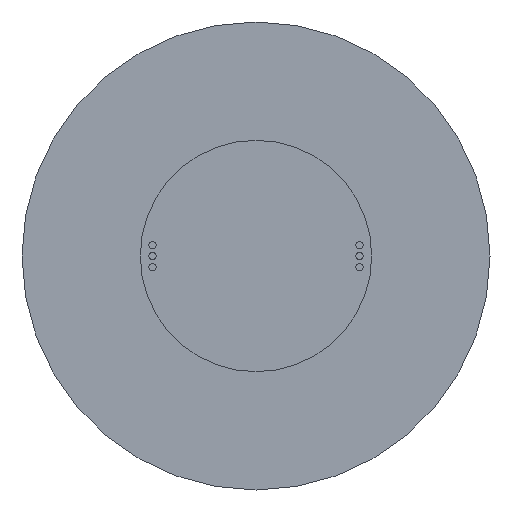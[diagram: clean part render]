
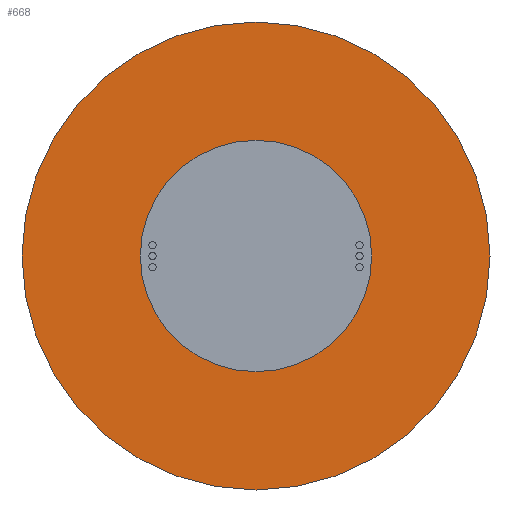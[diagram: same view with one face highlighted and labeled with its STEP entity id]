
A CAD part, front view. The second image highlights one B-rep face of the part: STEP entity #668.
In plain terms, the highlighted planar face has unit normal (0, -1, 0).
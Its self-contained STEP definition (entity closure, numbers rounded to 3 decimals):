
#79=CARTESIAN_POINT('',(0.,-16.43,0.));
#80=DIRECTION('',(0.,-1.,0.));
#81=DIRECTION('',(1.,0.,0.));
#82=AXIS2_PLACEMENT_3D('',#79,#80,#81);
#84=CARTESIAN_POINT('',(0.,-16.43,0.));
#85=DIRECTION('',(0.,1.,0.));
#86=DIRECTION('',(1.,0.,0.));
#87=AXIS2_PLACEMENT_3D('',#84,#85,#86);
#89=CARTESIAN_POINT('',(0.,-16.43,0.));
#90=DIRECTION('',(0.,1.,0.));
#91=DIRECTION('',(1.,0.,0.));
#92=AXIS2_PLACEMENT_3D('',#89,#90,#91);
#98=CARTESIAN_POINT('',(0.,-16.43,0.));
#99=DIRECTION('',(0.,-1.,0.));
#100=DIRECTION('',(1.,0.,0.));
#101=AXIS2_PLACEMENT_3D('',#98,#99,#100);
#450=CARTESIAN_POINT('',(11.,-16.43,0.));
#452=VERTEX_POINT('',#450);
#453=CARTESIAN_POINT('',(22.25,-16.43,0.));
#455=VERTEX_POINT('',#453);
#466=CARTESIAN_POINT('',(-11.,-16.43,0.));
#468=VERTEX_POINT('',#466);
#469=CARTESIAN_POINT('',(-22.25,-16.43,0.));
#471=VERTEX_POINT('',#469);
#653=CARTESIAN_POINT('',(0.,-16.43,0.));
#654=DIRECTION('',(0.,1.,0.));
#655=DIRECTION('',(1.,0.,0.));
#656=AXIS2_PLACEMENT_3D('',#653,#654,#655);
#657=PLANE('',#656);
#659=ORIENTED_EDGE('',*,*,#658,.T.);
#661=ORIENTED_EDGE('',*,*,#660,.F.);
#662=EDGE_LOOP('',(#659,#661));
#663=FACE_OUTER_BOUND('',#662,.F.);
#664=ORIENTED_EDGE('',*,*,#635,.T.);
#665=ORIENTED_EDGE('',*,*,#646,.F.);
#666=EDGE_LOOP('',(#664,#665));
#667=FACE_BOUND('',#666,.F.);
#83=CIRCLE('',#82,11.);
#88=CIRCLE('',#87,11.);
#93=CIRCLE('',#92,22.25);
#102=CIRCLE('',#101,22.25);
#635=EDGE_CURVE('',#452,#468,#83,.T.);
#646=EDGE_CURVE('',#452,#468,#88,.T.);
#658=EDGE_CURVE('',#455,#471,#93,.T.);
#660=EDGE_CURVE('',#455,#471,#102,.T.);
#668=ADVANCED_FACE('',(#663,#667),#657,.F.);
